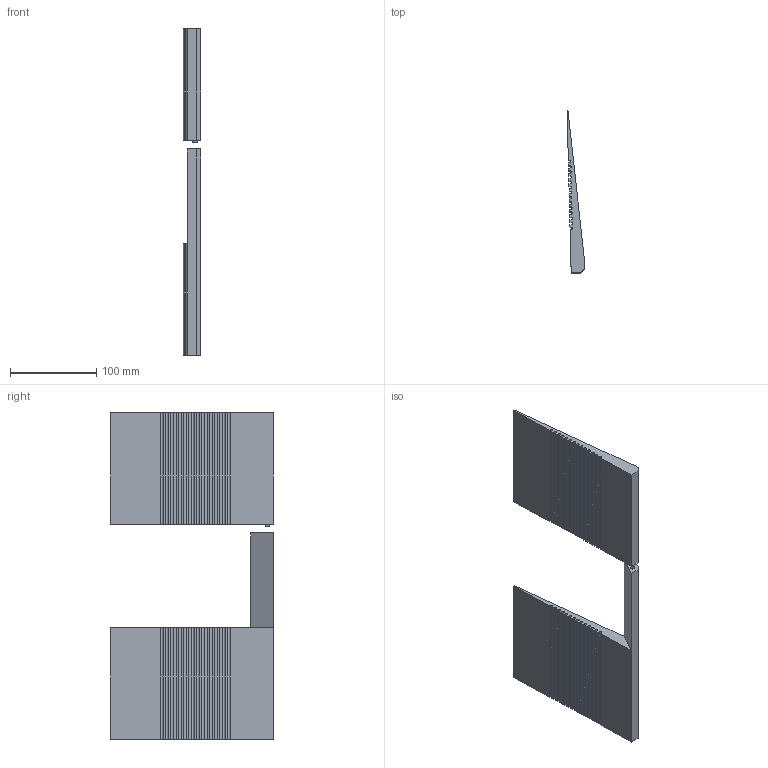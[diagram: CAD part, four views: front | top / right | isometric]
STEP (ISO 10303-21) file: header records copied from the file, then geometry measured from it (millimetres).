
FILE_DESCRIPTION(/* description */ (''),/* implementation_level */ '2;1');
FILE_NAME(/* name */ 'Dreame ramp.stp',/* time_stamp */ '2026-01-31T17:52:29+01:00',/* author */ (''),/* organization */ (''),/* preprocessor_version */ 'ST-DEVELOPER v15.2',/* originating_system */ 'Autodesk Translator Framework v2.0.0.5431',/* authorisation */ '');
FILE_SCHEMA (('AUTOMOTIVE_DESIGN { 1 0 10303 214 3 1 1 }'));
Length unit declared in the file: centimetre
Products named in the file (1): Dreame Rampe 2
Bounding box: 20.74 x 188.91 x 380 mm (x, y, z)
Volume: 433416.8 mm3; surface area: 133394.2 mm2
Topology: 2 solids, 2 shells, 134 faces, 383 edges, 255 vertices
Faces by surface type: plane 104, cylinder 30
Full cylindrical faces by diameter (mm): 5 x2
Entity records: 4347 total; most frequent: CARTESIAN_POINT 771, ORIENTED_EDGE 762, DIRECTION 711, EDGE_CURVE 381, LINE 321, VECTOR 321, VERTEX_POINT 255, AXIS2_PLACEMENT_3D 195
